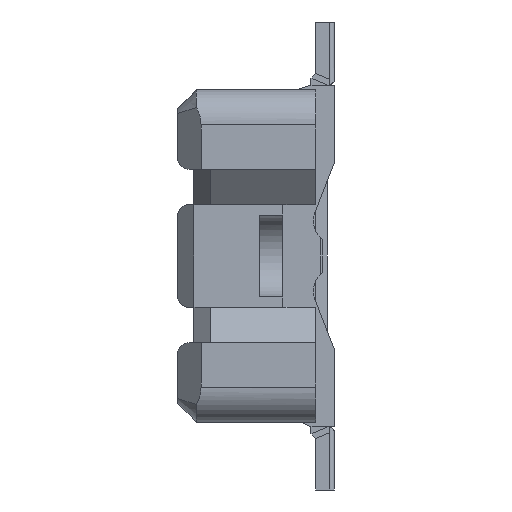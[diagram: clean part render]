
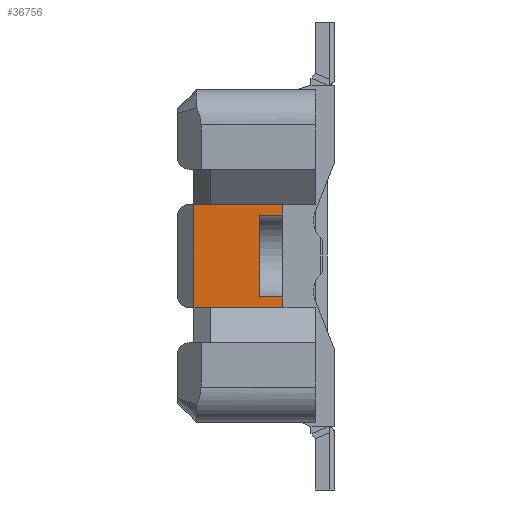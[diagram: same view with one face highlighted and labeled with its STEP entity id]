
A CAD part, left-side view. The second image highlights one B-rep face of the part: STEP entity #36756.
In plain terms, the highlighted planar face has unit normal (-1, 0, 0).
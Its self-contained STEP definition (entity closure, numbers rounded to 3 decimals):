
#512=DIRECTION('',(0.,-1.,0.));
#513=VECTOR('',#512,0.07);
#514=CARTESIAN_POINT('',(-3.78,0.52,-0.22));
#515=LINE('',#514,#513);
#570=DIRECTION('',(0.,0.,-1.));
#571=VECTOR('',#570,0.35);
#572=CARTESIAN_POINT('',(-3.78,0.24,0.175));
#573=LINE('',#572,#571);
#577=DIRECTION('',(0.,1.,0.));
#578=VECTOR('',#577,0.1);
#579=CARTESIAN_POINT('',(-3.78,0.14,-0.175));
#580=LINE('',#579,#578);
#584=DIRECTION('',(0.,0.,-1.));
#585=VECTOR('',#584,0.045);
#586=CARTESIAN_POINT('',(-3.78,0.14,-0.175));
#587=LINE('',#586,#585);
#591=DIRECTION('',(0.,0.,1.));
#592=VECTOR('',#591,0.44);
#593=CARTESIAN_POINT('',(-3.78,0.52,-0.22));
#594=LINE('',#593,#592);
#598=DIRECTION('',(0.,-1.,0.));
#599=VECTOR('',#598,0.31);
#600=CARTESIAN_POINT('',(-3.78,0.45,0.22));
#601=LINE('',#600,#599);
#605=DIRECTION('',(0.,0.,-1.));
#606=VECTOR('',#605,0.045);
#607=CARTESIAN_POINT('',(-3.78,0.14,0.22));
#608=LINE('',#607,#606);
#612=DIRECTION('',(0.,1.,0.));
#613=VECTOR('',#612,0.1);
#614=CARTESIAN_POINT('',(-3.78,0.14,0.175));
#615=LINE('',#614,#613);
#5015=DIRECTION('',(0.,1.,0.));
#5016=VECTOR('',#5015,0.07);
#5017=CARTESIAN_POINT('',(-3.78,0.45,0.22));
#5018=LINE('',#5017,#5016);
#15763=DIRECTION('',(0.,-1.,0.));
#15764=VECTOR('',#15763,0.31);
#15765=CARTESIAN_POINT('',(-3.78,0.45,-0.22));
#15766=LINE('',#15765,#15764);
#31820=CARTESIAN_POINT('',(-3.78,0.52,-0.22));
#31821=CARTESIAN_POINT('',(-3.78,0.52,0.22));
#31822=VERTEX_POINT('',#31820);
#31823=VERTEX_POINT('',#31821);
#31887=CARTESIAN_POINT('',(-3.78,0.14,0.22));
#31889=VERTEX_POINT('',#31887);
#31890=CARTESIAN_POINT('',(-3.78,0.14,-0.22));
#31892=VERTEX_POINT('',#31890);
#32018=CARTESIAN_POINT('',(-3.78,0.45,-0.22));
#32020=VERTEX_POINT('',#32018);
#32027=CARTESIAN_POINT('',(-3.78,0.45,0.22));
#32029=VERTEX_POINT('',#32027);
#32178=CARTESIAN_POINT('',(-3.78,0.24,0.175));
#32179=CARTESIAN_POINT('',(-3.78,0.24,-0.175));
#32180=VERTEX_POINT('',#32178);
#32181=VERTEX_POINT('',#32179);
#32182=CARTESIAN_POINT('',(-3.78,0.14,0.175));
#32183=VERTEX_POINT('',#32182);
#32184=CARTESIAN_POINT('',(-3.78,0.14,-0.175));
#32185=VERTEX_POINT('',#32184);
#36731=CARTESIAN_POINT('',(-3.78,0.59,0.22));
#36732=DIRECTION('',(1.,0.,0.));
#36733=DIRECTION('',(0.,0.,-1.));
#36734=AXIS2_PLACEMENT_3D('',#36731,#36732,#36733);
#36735=PLANE('',#36734);
#36737=ORIENTED_EDGE('',*,*,#36736,.T.);
#36739=ORIENTED_EDGE('',*,*,#36738,.F.);
#36741=ORIENTED_EDGE('',*,*,#36740,.T.);
#36743=ORIENTED_EDGE('',*,*,#36742,.F.);
#36744=ORIENTED_EDGE('',*,*,#36697,.F.);
#36745=ORIENTED_EDGE('',*,*,#36598,.T.);
#36747=ORIENTED_EDGE('',*,*,#36746,.F.);
#36749=ORIENTED_EDGE('',*,*,#36748,.T.);
#36751=ORIENTED_EDGE('',*,*,#36750,.T.);
#36753=ORIENTED_EDGE('',*,*,#36752,.T.);
#36754=EDGE_LOOP('',(#36737,#36739,#36741,#36743,#36744,#36745,#36747,#36749,
#36751,#36753));
#36755=FACE_OUTER_BOUND('',#36754,.F.);
#36598=EDGE_CURVE('',#31822,#31823,#594,.T.);
#36697=EDGE_CURVE('',#31822,#32020,#515,.T.);
#36736=EDGE_CURVE('',#32180,#32181,#573,.T.);
#36738=EDGE_CURVE('',#32185,#32181,#580,.T.);
#36740=EDGE_CURVE('',#32185,#31892,#587,.T.);
#36742=EDGE_CURVE('',#32020,#31892,#15766,.T.);
#36746=EDGE_CURVE('',#32029,#31823,#5018,.T.);
#36748=EDGE_CURVE('',#32029,#31889,#601,.T.);
#36750=EDGE_CURVE('',#31889,#32183,#608,.T.);
#36752=EDGE_CURVE('',#32183,#32180,#615,.T.);
#36756=ADVANCED_FACE('',(#36755),#36735,.F.);
